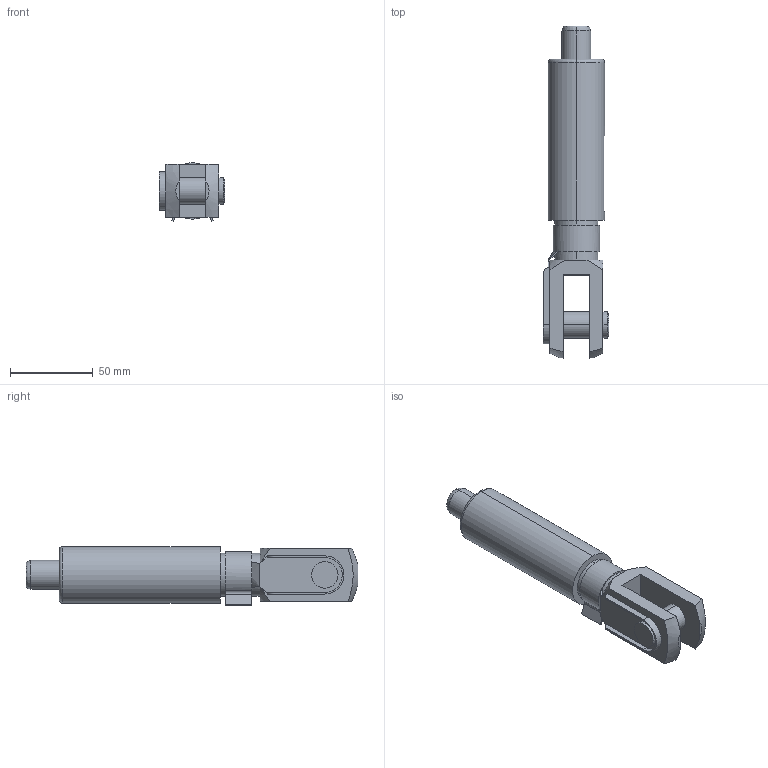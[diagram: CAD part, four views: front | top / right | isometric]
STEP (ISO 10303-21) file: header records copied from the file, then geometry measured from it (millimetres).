
FILE_DESCRIPTION (( 'STEP AP214' ), '1' );
FILE_NAME ('T37665.step', '2023-06-08T16:26:58', ( '' ), ( '' ), 'SwSTEP 2.0', 'SolidWorks 2022', '' );
FILE_SCHEMA (( 'AUTOMOTIVE_DESIGN' ));
Length unit declared in the file: millimetre
Products named in the file (1): T37665
Bounding box: 39.5 x 200 x 35.3 mm (x, y, z)
Volume: 135724.9 mm3; surface area: 30447.6 mm2
Topology: 1 solids, 1 shells, 82 faces, 203 edges, 130 vertices
Faces by surface type: plane 42, cylinder 26, cone 8, torus 4, bspline 2
Entity records: 2713 total; most frequent: CARTESIAN_POINT 712, DIRECTION 413, ORIENTED_EDGE 406, EDGE_CURVE 203, AXIS2_PLACEMENT_3D 155, VERTEX_POINT 130, LINE 103, VECTOR 103
